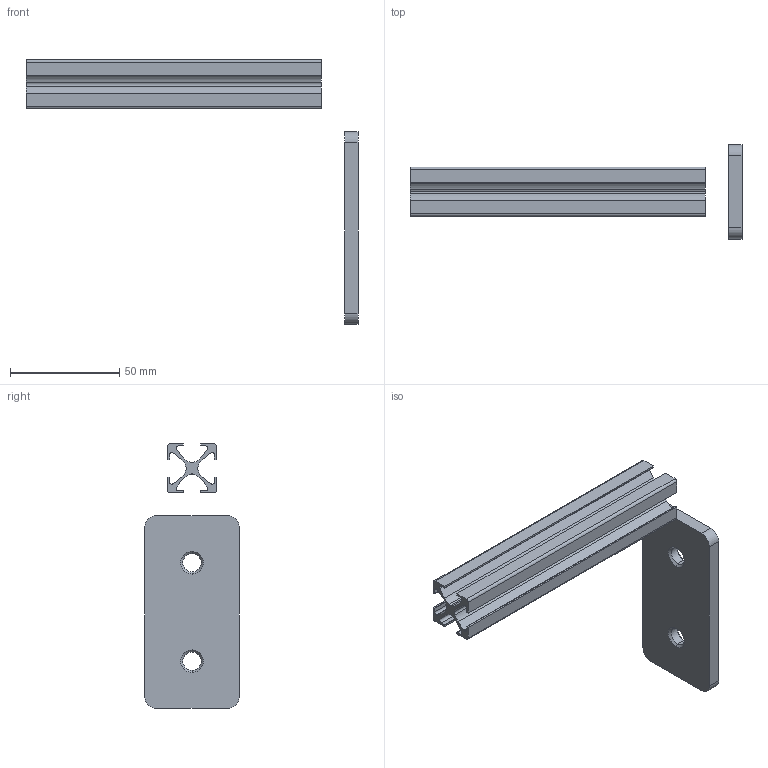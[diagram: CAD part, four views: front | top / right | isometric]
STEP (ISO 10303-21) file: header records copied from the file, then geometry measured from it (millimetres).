
FILE_DESCRIPTION(('HOOPS Exchange Step'),'2;1');
FILE_NAME('output/VentionAssembly_91043_v7.STEP','2020-07-24T03:41:36+00:00',('ubuntu'),('Unknown organisation'),'HOOPS Exchange 2020.1','HOOPS Exchange','Unknown authorisation');
FILE_SCHEMA( ('AUTOMOTIVE_DESIGN { 1 0 10303 214 1 1 1 1 }') );
Length unit declared in the file: millimetre
Products named in the file (5): 0; imported-IMP-90996_99104; ST-GP-001-0016; ST-EXT-006-0135
Assembly tree (4 placements, depth 2):
  0
    0
    imported-IMP-90996_99104
    ST-GP-001-0016
    ST-EXT-006-0135
Bounding box: 151.78 x 43 x 120.91 mm (x, y, z)
Volume: 44248.2 mm3; surface area: 33145.9 mm2
Topology: 2 solids, 2 shells, 91 faces, 253 edges, 166 vertices
Faces by surface type: cylinder 43, plane 40, cone 8
Entity records: 3063 total; most frequent: DIRECTION 547, CARTESIAN_POINT 519, ORIENTED_EDGE 506, EDGE_CURVE 253, AXIS2_PLACEMENT_3D 194, VERTEX_POINT 166, VECTOR 159, LINE 159
